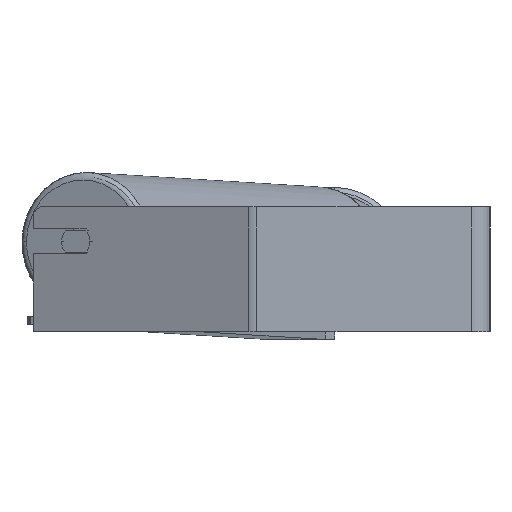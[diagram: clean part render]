
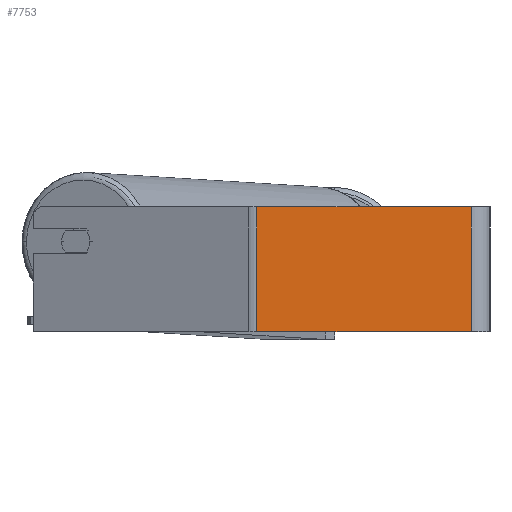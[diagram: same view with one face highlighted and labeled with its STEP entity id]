
A CAD part, left-side view. The second image highlights one B-rep face of the part: STEP entity #7753.
In plain terms, the highlighted planar face has unit normal (-1, 0, 0).
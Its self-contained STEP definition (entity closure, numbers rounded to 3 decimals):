
#1 = CARTESIAN_POINT ( 'NONE',  ( -605., 12., 40. ) ) ;
#117 = ORIENTED_EDGE ( 'NONE', *, *, #5620, .F. ) ;
#200 = EDGE_CURVE ( 'NONE', #338, #5644, #2350, .T. ) ;
#338 = VERTEX_POINT ( 'NONE', #3025 ) ;
#348 = DIRECTION ( 'NONE',  ( 0., 0., -1. ) ) ;
#1326 = CARTESIAN_POINT ( 'NONE',  ( -605., 152.25, -40. ) ) ;
#1352 = VECTOR ( 'NONE', #6373, 1000. ) ;
#2056 = LINE ( 'NONE', #1, #1352 ) ;
#2085 = VECTOR ( 'NONE', #5382, 1000. ) ;
#2350 = LINE ( 'NONE', #5238, #7694 ) ;
#2875 = PLANE ( 'NONE',  #7221 ) ;
#2930 = ORIENTED_EDGE ( 'NONE', *, *, #6614, .T. ) ;
#3014 = FACE_OUTER_BOUND ( 'NONE', #8444, .T. ) ;
#3025 = CARTESIAN_POINT ( 'NONE',  ( -605., 149.59, 40. ) ) ;
#3427 = CARTESIAN_POINT ( 'NONE',  ( -605., 149.59, -40. ) ) ;
#3865 = CARTESIAN_POINT ( 'NONE',  ( -605., 152.25, 40. ) ) ;
#4093 = VERTEX_POINT ( 'NONE', #4440 ) ;
#4297 = DIRECTION ( 'NONE',  ( 0., -1., 0. ) ) ;
#4440 = CARTESIAN_POINT ( 'NONE',  ( -605., 12., 40. ) ) ;
#4978 = CARTESIAN_POINT ( 'NONE',  ( -605., 152.25, 40. ) ) ;
#5023 = DIRECTION ( 'NONE',  ( 1., 0., 0. ) ) ;
#5238 = CARTESIAN_POINT ( 'NONE',  ( -605., 149.59, 40. ) ) ;
#5382 = DIRECTION ( 'NONE',  ( 0., -1., 0. ) ) ;
#5620 = EDGE_CURVE ( 'NONE', #4093, #5827, #2056, .T. ) ;
#5644 = VERTEX_POINT ( 'NONE', #3427 ) ;
#5827 = VERTEX_POINT ( 'NONE', #8918 ) ;
#6373 = DIRECTION ( 'NONE',  ( 0., 0., -1. ) ) ;
#6458 = DIRECTION ( 'NONE',  ( 0., 0., -1. ) ) ;
#6614 = EDGE_CURVE ( 'NONE', #5644, #5827, #9016, .T. ) ;
#6732 = LINE ( 'NONE', #3865, #2085 ) ;
#6893 = ORIENTED_EDGE ( 'NONE', *, *, #200, .T. ) ;
#7070 = VECTOR ( 'NONE', #4297, 1000. ) ;
#7221 = AXIS2_PLACEMENT_3D ( 'NONE', #4978, #5023, #6458 ) ;
#7254 = EDGE_CURVE ( 'NONE', #338, #4093, #6732, .T. ) ;
#7694 = VECTOR ( 'NONE', #348, 1000. ) ;
#7753 = ADVANCED_FACE ( 'NONE', ( #3014 ), #2875, .F. ) ;
#7785 = ORIENTED_EDGE ( 'NONE', *, *, #7254, .F. ) ;
#8444 = EDGE_LOOP ( 'NONE', ( #2930, #117, #7785, #6893 ) ) ;
#8918 = CARTESIAN_POINT ( 'NONE',  ( -605., 12., -40. ) ) ;
#9016 = LINE ( 'NONE', #1326, #7070 ) ;
